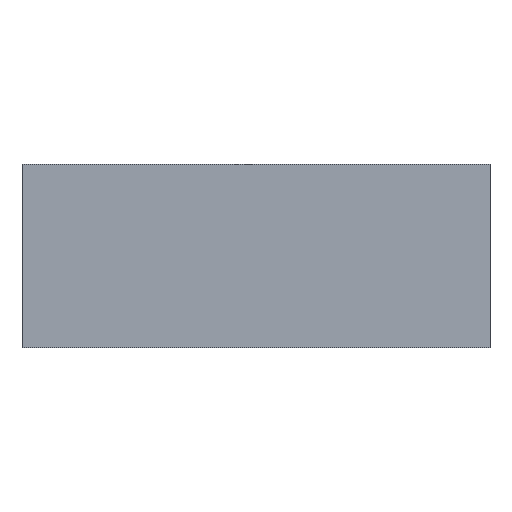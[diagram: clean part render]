
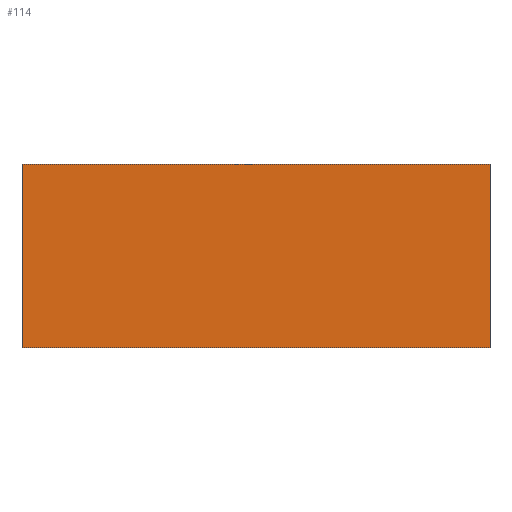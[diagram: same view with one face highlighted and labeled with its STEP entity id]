
A CAD part, front view. The second image highlights one B-rep face of the part: STEP entity #114.
In plain terms, the highlighted planar face has unit normal (0, -1, 0).
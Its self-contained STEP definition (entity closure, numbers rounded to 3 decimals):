
#18=DIRECTION('',(1.,0.,0.));
#19=VECTOR('',#18,7.65);
#20=CARTESIAN_POINT('',(-3.825,-12.95,0.));
#21=LINE('',#20,#19);
#26=DIRECTION('',(0.,0.,-1.));
#27=VECTOR('',#26,3.);
#28=CARTESIAN_POINT('',(-3.825,-12.95,0.));
#29=LINE('',#28,#27);
#30=DIRECTION('',(0.,0.,-1.));
#31=VECTOR('',#30,3.);
#32=CARTESIAN_POINT('',(3.825,-12.95,0.));
#33=LINE('',#32,#31);
#42=DIRECTION('',(1.,0.,0.));
#43=VECTOR('',#42,7.65);
#44=CARTESIAN_POINT('',(-3.825,-12.95,-3.));
#45=LINE('',#44,#43);
#55=CARTESIAN_POINT('',(-3.825,-12.95,0.));
#57=VERTEX_POINT('',#55);
#58=CARTESIAN_POINT('',(3.825,-12.95,0.));
#59=VERTEX_POINT('',#58);
#63=CARTESIAN_POINT('',(-3.825,-12.95,-3.));
#65=VERTEX_POINT('',#63);
#66=CARTESIAN_POINT('',(3.825,-12.95,-3.));
#67=VERTEX_POINT('',#66);
#101=CARTESIAN_POINT('',(-3.825,-12.95,0.));
#102=DIRECTION('',(0.,-1.,0.));
#103=DIRECTION('',(1.,0.,0.));
#104=AXIS2_PLACEMENT_3D('',#101,#102,#103);
#105=PLANE('',#104);
#106=ORIENTED_EDGE('',*,*,#81,.T.);
#108=ORIENTED_EDGE('',*,*,#107,.T.);
#110=ORIENTED_EDGE('',*,*,#109,.F.);
#111=ORIENTED_EDGE('',*,*,#92,.F.);
#112=EDGE_LOOP('',(#106,#108,#110,#111));
#113=FACE_OUTER_BOUND('',#112,.F.);
#81=EDGE_CURVE('',#57,#59,#21,.T.);
#92=EDGE_CURVE('',#57,#65,#29,.T.);
#107=EDGE_CURVE('',#59,#67,#33,.T.);
#109=EDGE_CURVE('',#65,#67,#45,.T.);
#114=ADVANCED_FACE('',(#113),#105,.T.);
